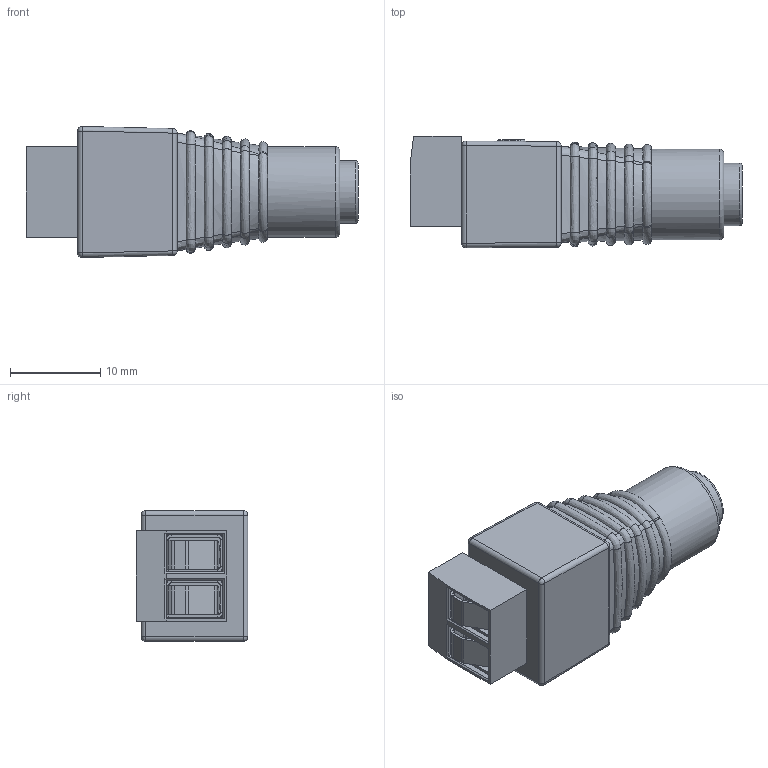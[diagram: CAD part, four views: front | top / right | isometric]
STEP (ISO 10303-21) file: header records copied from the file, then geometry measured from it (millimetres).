
FILE_DESCRIPTION(/* description */ (''),/* implementation_level */ '2;1');
FILE_NAME(/* name */ 'dc-barrel-jack-adapter-female.step',/* time_stamp */ '2020-10-26T23:40:09-04:00',/* author */ (''),/* organization */ (''),/* preprocessor_version */ 'ST-DEVELOPER v18.1',/* originating_system */ 'Autodesk Translation Framework v9.3.0.1241',/* authorisation */ '');
FILE_SCHEMA (('AUTOMOTIVE_DESIGN { 1 0 10303 214 3 1 1 }'));
Length unit declared in the file: millimetre
Products named in the file (8): DC Barrel Jack Adapter - Female; Adapter Housing; Screw Terminal; Housing; Terminal; 92000A013; Ground Jack; Power Jack
Assembly tree (9 placements, depth 3):
  DC Barrel Jack Adapter - Female
    Adapter Housing
    Screw Terminal
      Housing
      Terminal  x2
      92000A013  x2
    Ground Jack
    Power Jack
Bounding box: 36.7 x 12.35 x 14.48 mm (x, y, z)
Volume: 3781.6 mm3; surface area: 3998 mm2
Topology: 8 solids, 8 shells, 456 faces, 1150 edges, 716 vertices
Faces by surface type: plane 185, cylinder 130, bspline 109, cone 12, sphere 11, torus 9
Full cylindrical faces by diameter (mm): 1.48 x28, 1.623 x2, 2 x27, 2.4 x2, 3 x2, 4 x4, 5.7 x1, 6.93 x2, 10 x1
Entity records: 18385 total; most frequent: CARTESIAN_POINT 10839, ORIENTED_EDGE 1694, DIRECTION 1237, EDGE_CURVE 847, VERTEX_POINT 530, AXIS2_PLACEMENT_3D 450, EDGE_LOOP 351, LINE 337
